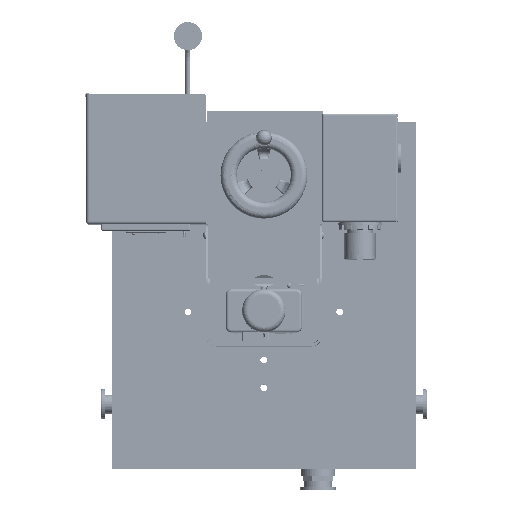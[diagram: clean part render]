
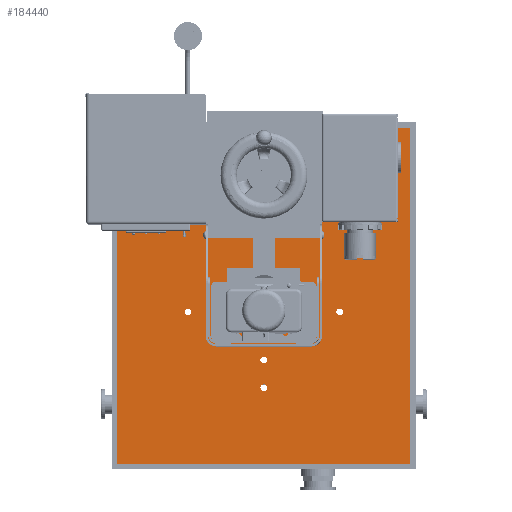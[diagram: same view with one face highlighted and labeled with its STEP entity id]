
A CAD part, top view. The second image highlights one B-rep face of the part: STEP entity #184440.
In plain terms, the highlighted planar face has unit normal (0, 0, 1).
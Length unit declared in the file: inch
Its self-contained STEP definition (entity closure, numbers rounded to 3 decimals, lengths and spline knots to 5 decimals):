
#183481=CARTESIAN_POINT('',(-4.25,1.155,-5.0));
#183482=VERTEX_POINT('',#183481);
#183483=CARTESIAN_POINT('',(9.25,1.155,-5.0));
#183484=VERTEX_POINT('',#183483);
#183485=CARTESIAN_POINT('',(2.5,1.155,-5.0));
#183486=DIRECTION('',(1.0,0.0,0.0));
#183487=VECTOR('',#183486,1.0);
#183488=LINE('',#183485,#183487);
#183489=EDGE_CURVE('',#183482,#183484,#183488,.T.);
#183530=CARTESIAN_POINT('',(3.2495,-1.033,-5.0));
#183531=VERTEX_POINT('',#183530);
#183538=CARTESIAN_POINT('',(3.4995,-1.033,-5.0));
#183539=DIRECTION('',(-0.0,-0.0,-1.0));
#183540=DIRECTION('',(1.0,0.0,0.0));
#183541=AXIS2_PLACEMENT_3D('',#183538,#183539,#183540);
#183542=CIRCLE('',#183541,0.25);
#183543=EDGE_CURVE('',#183531,#183531,#183542,.T.);
#183563=CARTESIAN_POINT('',(2.2495,-2.22,-5.0));
#183564=VERTEX_POINT('',#183563);
#183571=CARTESIAN_POINT('',(2.4995,-2.22,-5.0));
#183572=DIRECTION('',(-0.0,-0.0,-1.0));
#183573=DIRECTION('',(1.0,0.0,0.0));
#183574=AXIS2_PLACEMENT_3D('',#183571,#183572,#183573);
#183575=CIRCLE('',#183574,0.25);
#183576=EDGE_CURVE('',#183564,#183564,#183575,.T.);
#183596=CARTESIAN_POINT('',(1.2505,-1.033,-5.0));
#183597=VERTEX_POINT('',#183596);
#183604=CARTESIAN_POINT('',(1.5005,-1.033,-5.0));
#183605=DIRECTION('',(-0.0,-0.0,-1.0));
#183606=DIRECTION('',(1.0,0.0,0.0));
#183607=AXIS2_PLACEMENT_3D('',#183604,#183605,#183606);
#183608=CIRCLE('',#183607,0.25);
#183609=EDGE_CURVE('',#183597,#183597,#183608,.T.);
#183629=CARTESIAN_POINT('',(2.2495,0.155,-5.0));
#183630=VERTEX_POINT('',#183629);
#183637=CARTESIAN_POINT('',(2.4995,0.155,-5.0));
#183638=DIRECTION('',(-0.0,-0.0,-1.0));
#183639=DIRECTION('',(1.0,0.0,0.0));
#183640=AXIS2_PLACEMENT_3D('',#183637,#183638,#183639);
#183641=CIRCLE('',#183640,0.25);
#183642=EDGE_CURVE('',#183630,#183630,#183641,.T.);
#184321=ORIENTED_EDGE('',*,*,#183489,.F.);
#184322=CARTESIAN_POINT('',(-4.25,-14.345,-5.0));
#184323=VERTEX_POINT('',#184322);
#184324=CARTESIAN_POINT('',(-4.25,-6.595,-5.0));
#184325=DIRECTION('',(0.0,-1.0,0.0));
#184326=VECTOR('',#184325,1.0);
#184327=LINE('',#184324,#184326);
#184328=EDGE_CURVE('',#183482,#184323,#184327,.T.);
#184329=ORIENTED_EDGE('',*,*,#184328,.T.);
#184330=CARTESIAN_POINT('',(9.25,-14.345,-5.0));
#184331=VERTEX_POINT('',#184330);
#184332=CARTESIAN_POINT('',(2.5,-14.345,-5.0));
#184333=DIRECTION('',(1.0,0.0,0.0));
#184334=VECTOR('',#184333,1.0);
#184335=LINE('',#184332,#184334);
#184336=EDGE_CURVE('',#184323,#184331,#184335,.T.);
#184337=ORIENTED_EDGE('',*,*,#184336,.T.);
#184338=CARTESIAN_POINT('',(9.25,-6.595,-5.0));
#184339=DIRECTION('',(0.0,1.0,-0.0));
#184340=VECTOR('',#184339,1.0);
#184341=LINE('',#184338,#184340);
#184342=EDGE_CURVE('',#184331,#183484,#184341,.T.);
#184343=ORIENTED_EDGE('',*,*,#184342,.T.);
#184344=EDGE_LOOP('',(#184321,#184329,#184337,#184343));
#184345=FACE_OUTER_BOUND('',#184344,.T.);
#184346=ORIENTED_EDGE('',*,*,#183642,.T.);
#184347=EDGE_LOOP('',(#184346));
#184348=FACE_BOUND('',#184347,.T.);
#184349=ORIENTED_EDGE('',*,*,#183609,.T.);
#184350=EDGE_LOOP('',(#184349));
#184351=FACE_BOUND('',#184350,.T.);
#184352=ORIENTED_EDGE('',*,*,#183576,.T.);
#184353=EDGE_LOOP('',(#184352));
#184354=FACE_BOUND('',#184353,.T.);
#184355=ORIENTED_EDGE('',*,*,#183543,.T.);
#184356=EDGE_LOOP('',(#184355));
#184357=FACE_BOUND('',#184356,.T.);
#184358=CARTESIAN_POINT('',(2.6565,-5.12625,-5.0));
#184359=VERTEX_POINT('',#184358);
#184360=CARTESIAN_POINT('',(2.5,-5.12625,-5.0));
#184361=DIRECTION('',(0.0,-0.0,-1.0));
#184362=DIRECTION('',(1.0,0.0,0.0));
#184363=AXIS2_PLACEMENT_3D('',#184360,#184361,#184362);
#184364=CIRCLE('',#184363,0.1565);
#184365=EDGE_CURVE('',#184359,#184359,#184364,.T.);
#184366=ORIENTED_EDGE('',*,*,#184365,.T.);
#184367=EDGE_LOOP('',(#184366));
#184368=FACE_BOUND('',#184367,.T.);
#184369=CARTESIAN_POINT('',(6.1565,-7.345,-5.0));
#184370=VERTEX_POINT('',#184369);
#184371=CARTESIAN_POINT('',(6.0,-7.345,-5.0));
#184372=DIRECTION('',(0.0,-0.0,-1.0));
#184373=DIRECTION('',(1.0,0.0,0.0));
#184374=AXIS2_PLACEMENT_3D('',#184371,#184372,#184373);
#184375=CIRCLE('',#184374,0.1565);
#184376=EDGE_CURVE('',#184370,#184370,#184375,.T.);
#184377=ORIENTED_EDGE('',*,*,#184376,.T.);
#184378=EDGE_LOOP('',(#184377));
#184379=FACE_BOUND('',#184378,.T.);
#184380=CARTESIAN_POINT('',(4.87525,-7.345,-5.0));
#184381=VERTEX_POINT('',#184380);
#184382=CARTESIAN_POINT('',(4.71875,-7.345,-5.0));
#184383=DIRECTION('',(0.0,-0.0,-1.0));
#184384=DIRECTION('',(1.0,0.0,0.0));
#184385=AXIS2_PLACEMENT_3D('',#184382,#184383,#184384);
#184386=CIRCLE('',#184385,0.1565);
#184387=EDGE_CURVE('',#184381,#184381,#184386,.T.);
#184388=ORIENTED_EDGE('',*,*,#184387,.T.);
#184389=EDGE_LOOP('',(#184388));
#184390=FACE_BOUND('',#184389,.T.);
#184391=CARTESIAN_POINT('',(-0.8435,-7.345,-5.0));
#184392=VERTEX_POINT('',#184391);
#184393=CARTESIAN_POINT('',(-1.0,-7.345,-5.0));
#184394=DIRECTION('',(0.0,-0.0,-1.0));
#184395=DIRECTION('',(1.0,0.0,0.0));
#184396=AXIS2_PLACEMENT_3D('',#184393,#184394,#184395);
#184397=CIRCLE('',#184396,0.1565);
#184398=EDGE_CURVE('',#184392,#184392,#184397,.T.);
#184399=ORIENTED_EDGE('',*,*,#184398,.T.);
#184400=EDGE_LOOP('',(#184399));
#184401=FACE_BOUND('',#184400,.T.);
#184402=CARTESIAN_POINT('',(0.43775,-7.345,-5.0));
#184403=VERTEX_POINT('',#184402);
#184404=CARTESIAN_POINT('',(0.28125,-7.345,-5.0));
#184405=DIRECTION('',(0.0,-0.0,-1.0));
#184406=DIRECTION('',(1.0,0.0,0.0));
#184407=AXIS2_PLACEMENT_3D('',#184404,#184405,#184406);
#184408=CIRCLE('',#184407,0.1565);
#184409=EDGE_CURVE('',#184403,#184403,#184408,.T.);
#184410=ORIENTED_EDGE('',*,*,#184409,.T.);
#184411=EDGE_LOOP('',(#184410));
#184412=FACE_BOUND('',#184411,.T.);
#184413=CARTESIAN_POINT('',(2.6565,-9.56375,-5.0));
#184414=VERTEX_POINT('',#184413);
#184415=CARTESIAN_POINT('',(2.5,-9.56375,-5.0));
#184416=DIRECTION('',(0.0,-0.0,-1.0));
#184417=DIRECTION('',(1.0,0.0,0.0));
#184418=AXIS2_PLACEMENT_3D('',#184415,#184416,#184417);
#184419=CIRCLE('',#184418,0.1565);
#184420=EDGE_CURVE('',#184414,#184414,#184419,.T.);
#184421=ORIENTED_EDGE('',*,*,#184420,.T.);
#184422=EDGE_LOOP('',(#184421));
#184423=FACE_BOUND('',#184422,.T.);
#184424=CARTESIAN_POINT('',(2.6565,-10.845,-5.0));
#184425=VERTEX_POINT('',#184424);
#184426=CARTESIAN_POINT('',(2.5,-10.845,-5.0));
#184427=DIRECTION('',(0.0,-0.0,-1.0));
#184428=DIRECTION('',(1.0,0.0,0.0));
#184429=AXIS2_PLACEMENT_3D('',#184426,#184427,#184428);
#184430=CIRCLE('',#184429,0.1565);
#184431=EDGE_CURVE('',#184425,#184425,#184430,.T.);
#184432=ORIENTED_EDGE('',*,*,#184431,.T.);
#184433=EDGE_LOOP('',(#184432));
#184434=FACE_BOUND('',#184433,.T.);
#184435=CARTESIAN_POINT('',(2.5,-6.595,-5.0));
#184436=DIRECTION('',(-0.0,0.0,1.0));
#184437=DIRECTION('',(1.0,0.0,0.0));
#184438=AXIS2_PLACEMENT_3D('',#184435,#184436,#184437);
#184439=PLANE('',#184438);
#184440=ADVANCED_FACE('',(#184345,#184348,#184351,#184354,#184357,#184368,#184379,#184390,#184401,#184412,#184423,#184434),#184439,.T.);
